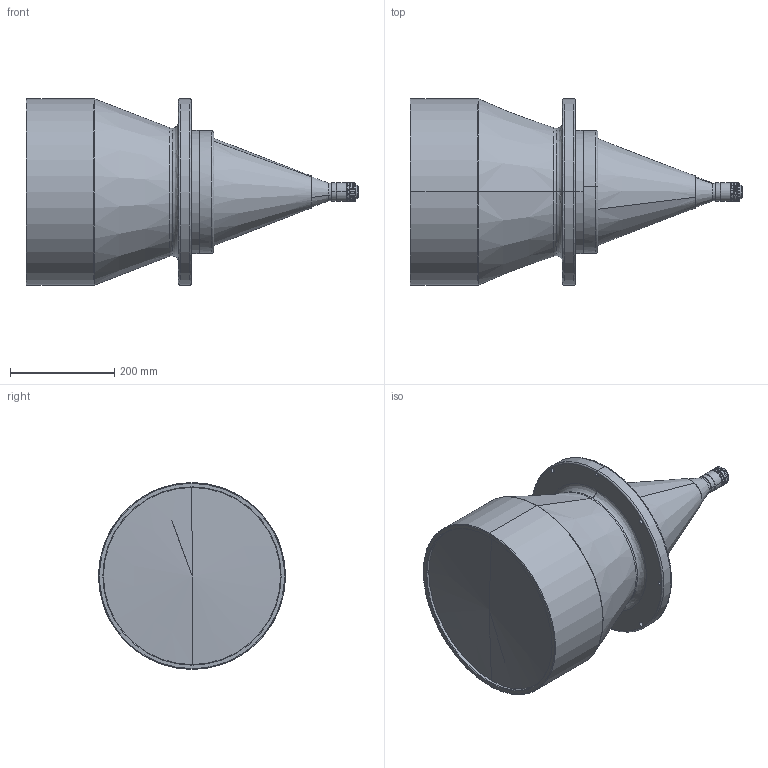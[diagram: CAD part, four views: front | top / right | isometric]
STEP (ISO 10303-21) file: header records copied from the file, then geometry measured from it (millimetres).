
FILE_DESCRIPTION (( 'STEP AP203' ), '1' );
FILE_NAME ('DTCM230-300S-AL.STEP', '2023-11-22T10:07:49', ( '' ), ( '' ), 'SwSTEP 2.0', 'SolidWorks 2017', '' );
FILE_SCHEMA (( 'CONFIG_CONTROL_DESIGN' ));
Length unit declared in the file: millimetre
Products named in the file (1): DTCM230-300S-AL
Bounding box: 636.92 x 358 x 358 mm (x, y, z)
Volume: 31456874.6 mm3; surface area: 689407 mm2
Topology: 1 solids, 6 shells, 280 faces, 711 edges, 454 vertices
Faces by surface type: cylinder 158, cone 82, plane 24, bspline 14, torus 2
Entity records: 10227 total; most frequent: CARTESIAN_POINT 3730, ORIENTED_EDGE 1410, DIRECTION 1256, EDGE_CURVE 705, AXIS2_PLACEMENT_3D 528, VERTEX_POINT 454, EDGE_LOOP 313, ADVANCED_FACE 280
